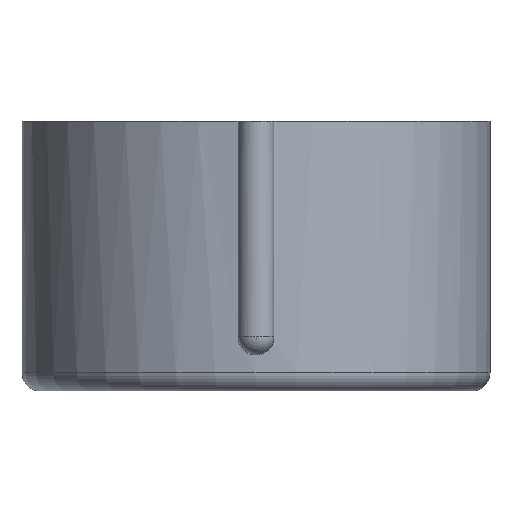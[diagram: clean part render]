
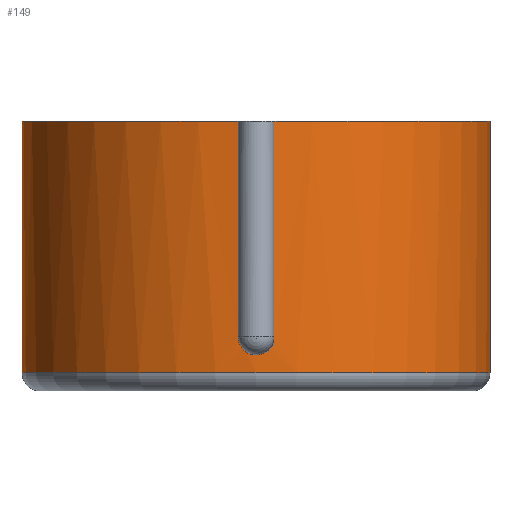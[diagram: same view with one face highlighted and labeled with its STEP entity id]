
A CAD part, front view. The second image highlights one B-rep face of the part: STEP entity #149.
In plain terms, the highlighted cylindrical face has radius 13 mm (diameter 26 mm), a full revolution.
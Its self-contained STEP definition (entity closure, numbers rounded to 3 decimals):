
#22=B_SPLINE_CURVE_WITH_KNOTS('',3,(#263,#264,#265,#266,#267,#268,#269,
#270,#271,#272,#273,#274),.UNSPECIFIED.,.F.,.F.,(4,2,2,2,2,4),(0.298,
0.333,0.368,0.398,0.423,
0.448),.UNSPECIFIED.);
#23=B_SPLINE_CURVE_WITH_KNOTS('',3,(#276,#277,#278,#279,#280,#281,#282,
#283,#284,#285,#286,#287),.UNSPECIFIED.,.F.,.F.,(4,2,2,2,2,4),(0.448,
0.472,0.497,0.528,0.562,
0.597),.UNSPECIFIED.);
#24=LINE('',#257,#29);
#25=LINE('',#261,#30);
#26=LINE('',#289,#31);
#29=VECTOR('',#207,13.);
#30=VECTOR('',#210,10.);
#31=VECTOR('',#211,10.);
#34=CYLINDRICAL_SURFACE('',#176,13.);
#39=FACE_OUTER_BOUND('',#49,.T.);
#49=EDGE_LOOP('',(#111,#112,#113,#114,#115,#116,#117,#118,#119));
#62=CIRCLE('',#175,13.);
#63=CIRCLE('',#177,13.);
#64=CIRCLE('',#178,13.);
#74=VERTEX_POINT('',#252);
#75=VERTEX_POINT('',#256);
#76=VERTEX_POINT('',#258);
#77=VERTEX_POINT('',#260);
#78=VERTEX_POINT('',#262);
#79=VERTEX_POINT('',#275);
#80=VERTEX_POINT('',#288);
#89=EDGE_CURVE('',#74,#74,#62,.T.);
#90=EDGE_CURVE('',#74,#75,#24,.T.);
#91=EDGE_CURVE('',#75,#76,#63,.T.);
#92=EDGE_CURVE('',#76,#77,#25,.T.);
#93=EDGE_CURVE('',#78,#77,#22,.F.);
#94=EDGE_CURVE('',#79,#78,#23,.F.);
#95=EDGE_CURVE('',#79,#80,#26,.T.);
#96=EDGE_CURVE('',#80,#75,#64,.T.);
#111=ORIENTED_EDGE('',*,*,#89,.F.);
#112=ORIENTED_EDGE('',*,*,#90,.T.);
#113=ORIENTED_EDGE('',*,*,#91,.T.);
#114=ORIENTED_EDGE('',*,*,#92,.T.);
#115=ORIENTED_EDGE('',*,*,#93,.F.);
#116=ORIENTED_EDGE('',*,*,#94,.F.);
#117=ORIENTED_EDGE('',*,*,#95,.T.);
#118=ORIENTED_EDGE('',*,*,#96,.T.);
#119=ORIENTED_EDGE('',*,*,#90,.F.);
#149=ADVANCED_FACE('',(#39),#34,.T.);
#175=AXIS2_PLACEMENT_3D('',#254,#203,#204);
#176=AXIS2_PLACEMENT_3D('',#255,#205,#206);
#177=AXIS2_PLACEMENT_3D('',#259,#208,#209);
#178=AXIS2_PLACEMENT_3D('',#290,#212,#213);
#203=DIRECTION('center_axis',(0.,0.,-1.));
#204=DIRECTION('ref_axis',(-1.,0.,0.));
#205=DIRECTION('center_axis',(0.,0.,-1.));
#206=DIRECTION('ref_axis',(-1.,0.,0.));
#207=DIRECTION('',(0.,0.,1.));
#208=DIRECTION('center_axis',(0.,0.,-1.));
#209=DIRECTION('ref_axis',(-1.,0.,0.));
#210=DIRECTION('',(0.,0.,-1.));
#211=DIRECTION('',(0.,0.,1.));
#212=DIRECTION('center_axis',(0.,0.,-1.));
#213=DIRECTION('ref_axis',(-1.,0.,0.));
#252=CARTESIAN_POINT('',(26.,14.,1.));
#254=CARTESIAN_POINT('Origin',(13.,14.,1.));
#255=CARTESIAN_POINT('Origin',(13.,14.,15.));
#256=CARTESIAN_POINT('',(26.,14.,15.));
#257=CARTESIAN_POINT('',(26.,14.,15.));
#258=CARTESIAN_POINT('',(13.999,1.038,15.));
#259=CARTESIAN_POINT('Origin',(13.,14.,15.));
#260=CARTESIAN_POINT('',(13.999,1.038,3.));
#261=CARTESIAN_POINT('',(13.999,1.038,15.));
#262=CARTESIAN_POINT('',(13.,1.,2.));
#263=CARTESIAN_POINT('Ctrl Pts',(13.999,1.038,3.));
#264=CARTESIAN_POINT('Ctrl Pts',(13.999,1.038,2.885));
#265=CARTESIAN_POINT('Ctrl Pts',(13.978,1.037,2.761));
#266=CARTESIAN_POINT('Ctrl Pts',(13.891,1.031,2.531));
#267=CARTESIAN_POINT('Ctrl Pts',(13.826,1.026,2.425));
#268=CARTESIAN_POINT('Ctrl Pts',(13.682,1.018,2.262));
#269=CARTESIAN_POINT('Ctrl Pts',(13.588,1.013,2.185));
#270=CARTESIAN_POINT('Ctrl Pts',(13.428,1.007,2.093));
#271=CARTESIAN_POINT('Ctrl Pts',(13.345,1.004,2.057));
#272=CARTESIAN_POINT('Ctrl Pts',(13.172,1.001,2.011));
#273=CARTESIAN_POINT('Ctrl Pts',(13.083,1.,2.));
#274=CARTESIAN_POINT('Ctrl Pts',(13.,1.,2.));
#275=CARTESIAN_POINT('',(12.001,1.038,3.));
#276=CARTESIAN_POINT('Ctrl Pts',(13.,1.,2.));
#277=CARTESIAN_POINT('Ctrl Pts',(12.917,1.,2.));
#278=CARTESIAN_POINT('Ctrl Pts',(12.828,1.001,2.011));
#279=CARTESIAN_POINT('Ctrl Pts',(12.655,1.004,2.057));
#280=CARTESIAN_POINT('Ctrl Pts',(12.572,1.007,2.093));
#281=CARTESIAN_POINT('Ctrl Pts',(12.412,1.013,2.185));
#282=CARTESIAN_POINT('Ctrl Pts',(12.318,1.018,2.262));
#283=CARTESIAN_POINT('Ctrl Pts',(12.174,1.026,2.425));
#284=CARTESIAN_POINT('Ctrl Pts',(12.109,1.031,2.531));
#285=CARTESIAN_POINT('Ctrl Pts',(12.022,1.037,2.761));
#286=CARTESIAN_POINT('Ctrl Pts',(12.001,1.038,2.885));
#287=CARTESIAN_POINT('Ctrl Pts',(12.001,1.038,3.));
#288=CARTESIAN_POINT('',(12.001,1.038,15.));
#289=CARTESIAN_POINT('',(12.001,1.038,15.));
#290=CARTESIAN_POINT('Origin',(13.,14.,15.));
